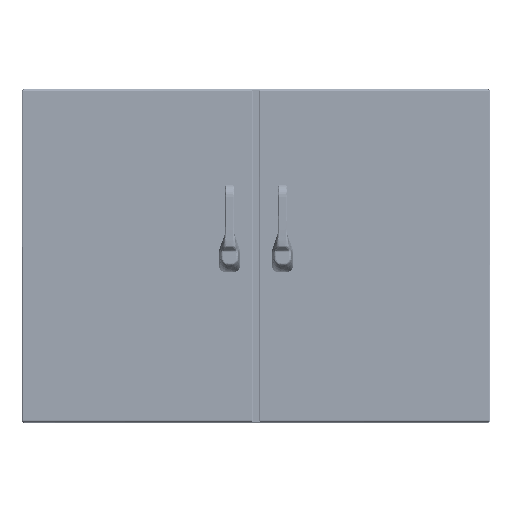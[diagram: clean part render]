
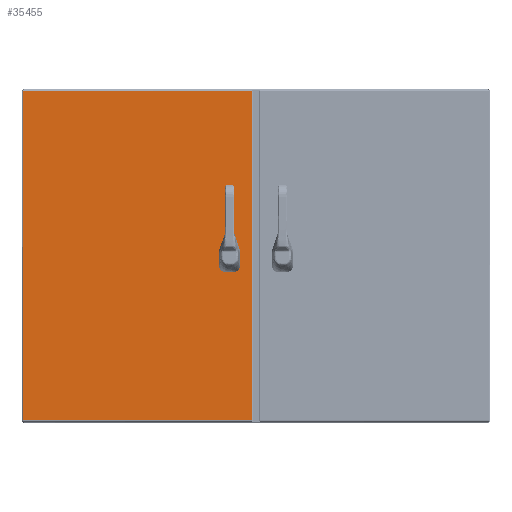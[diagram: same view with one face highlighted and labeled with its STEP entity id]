
A CAD part, top view. The second image highlights one B-rep face of the part: STEP entity #35455.
In plain terms, the highlighted face is planar.
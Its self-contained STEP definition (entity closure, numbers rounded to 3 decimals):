
#2456=LINE('',#53748,#4788);
#2460=LINE('',#53760,#4792);
#2464=LINE('',#53772,#4796);
#2468=LINE('',#53782,#4800);
#2505=LINE('',#53882,#4837);
#2520=LINE('',#53982,#4852);
#2526=LINE('',#54063,#4858);
#2540=LINE('',#54160,#4872);
#4788=VECTOR('',#42963,0.394);
#4792=VECTOR('',#42975,0.394);
#4796=VECTOR('',#42987,0.394);
#4800=VECTOR('',#42999,0.394);
#4837=VECTOR('',#43080,0.394);
#4852=VECTOR('',#43109,0.394);
#4858=VECTOR('',#43121,0.394);
#4872=VECTOR('',#43149,0.394);
#6962=PLANE('',#38575);
#7719=FACE_BOUND('',#10613,.T.);
#7720=FACE_BOUND('',#10614,.T.);
#7721=FACE_BOUND('',#10615,.T.);
#7722=FACE_BOUND('',#10616,.T.);
#8328=FACE_OUTER_BOUND('',#10612,.T.);
#10612=EDGE_LOOP('',(#24030,#24031,#24032,#24033));
#10613=EDGE_LOOP('',(#24034,#24035,#24036,#24037,#24038,#24039,#24040,#24041));
#10614=EDGE_LOOP('',(#24042));
#10615=EDGE_LOOP('',(#24043));
#10616=EDGE_LOOP('',(#24044));
#13085=CIRCLE('',#38516,0.453);
#13087=CIRCLE('',#38520,0.453);
#13089=CIRCLE('',#38524,0.453);
#13091=CIRCLE('',#38528,0.453);
#13093=CIRCLE('',#38532,0.14);
#13095=CIRCLE('',#38535,0.14);
#13097=CIRCLE('',#38538,0.14);
#15031=VERTEX_POINT('',#53739);
#15032=VERTEX_POINT('',#53741);
#15034=VERTEX_POINT('',#53747);
#15036=VERTEX_POINT('',#53753);
#15038=VERTEX_POINT('',#53759);
#15040=VERTEX_POINT('',#53765);
#15042=VERTEX_POINT('',#53771);
#15044=VERTEX_POINT('',#53777);
#15046=VERTEX_POINT('',#53786);
#15048=VERTEX_POINT('',#53791);
#15050=VERTEX_POINT('',#53796);
#15077=VERTEX_POINT('',#53873);
#15078=VERTEX_POINT('',#53881);
#15087=VERTEX_POINT('',#53973);
#15088=VERTEX_POINT('',#53981);
#18352=EDGE_CURVE('',#15032,#15031,#13085,.T.);
#18355=EDGE_CURVE('',#15034,#15032,#2456,.T.);
#18358=EDGE_CURVE('',#15036,#15034,#13087,.T.);
#18361=EDGE_CURVE('',#15038,#15036,#2460,.T.);
#18364=EDGE_CURVE('',#15040,#15038,#13089,.T.);
#18367=EDGE_CURVE('',#15042,#15040,#2464,.T.);
#18370=EDGE_CURVE('',#15044,#15042,#13091,.T.);
#18373=EDGE_CURVE('',#15031,#15044,#2468,.T.);
#18375=EDGE_CURVE('',#15046,#15046,#13093,.T.);
#18377=EDGE_CURVE('',#15048,#15048,#13095,.T.);
#18379=EDGE_CURVE('',#15050,#15050,#13097,.T.);
#18417=EDGE_CURVE('',#15078,#15077,#2505,.T.);
#18436=EDGE_CURVE('',#15088,#15087,#2520,.T.);
#18446=EDGE_CURVE('',#15087,#15078,#2526,.T.);
#18464=EDGE_CURVE('',#15077,#15088,#2540,.T.);
#24030=ORIENTED_EDGE('',*,*,#18417,.T.);
#24031=ORIENTED_EDGE('',*,*,#18464,.T.);
#24032=ORIENTED_EDGE('',*,*,#18436,.T.);
#24033=ORIENTED_EDGE('',*,*,#18446,.T.);
#24034=ORIENTED_EDGE('',*,*,#18352,.T.);
#24035=ORIENTED_EDGE('',*,*,#18373,.T.);
#24036=ORIENTED_EDGE('',*,*,#18370,.T.);
#24037=ORIENTED_EDGE('',*,*,#18367,.T.);
#24038=ORIENTED_EDGE('',*,*,#18364,.T.);
#24039=ORIENTED_EDGE('',*,*,#18361,.T.);
#24040=ORIENTED_EDGE('',*,*,#18358,.T.);
#24041=ORIENTED_EDGE('',*,*,#18355,.T.);
#24042=ORIENTED_EDGE('',*,*,#18375,.T.);
#24043=ORIENTED_EDGE('',*,*,#18377,.T.);
#24044=ORIENTED_EDGE('',*,*,#18379,.T.);
#35455=ADVANCED_FACE('',(#8328,#7719,#7720,#7721,#7722),#6962,.F.);
#38516=AXIS2_PLACEMENT_3D('',#53742,#42957,#42958);
#38520=AXIS2_PLACEMENT_3D('',#53754,#42969,#42970);
#38524=AXIS2_PLACEMENT_3D('',#53766,#42981,#42982);
#38528=AXIS2_PLACEMENT_3D('',#53778,#42993,#42994);
#38532=AXIS2_PLACEMENT_3D('',#53787,#43004,#43005);
#38535=AXIS2_PLACEMENT_3D('',#53792,#43010,#43011);
#38538=AXIS2_PLACEMENT_3D('',#53797,#43016,#43017);
#38575=AXIS2_PLACEMENT_3D('',#54246,#43174,#43175);
#42957=DIRECTION('center_axis',(0.,0.,1.));
#42958=DIRECTION('ref_axis',(-0.469,-0.883,0.));
#42963=DIRECTION('',(0.,1.,0.));
#42969=DIRECTION('center_axis',(0.,0.,1.));
#42970=DIRECTION('ref_axis',(-0.883,0.469,0.));
#42975=DIRECTION('',(1.,0.,0.));
#42981=DIRECTION('center_axis',(0.,0.,1.));
#42982=DIRECTION('ref_axis',(0.469,0.883,0.));
#42987=DIRECTION('',(0.,-1.,0.));
#42993=DIRECTION('center_axis',(0.,0.,1.));
#42994=DIRECTION('ref_axis',(0.883,-0.469,0.));
#42999=DIRECTION('',(-1.,0.,0.));
#43004=DIRECTION('center_axis',(0.,0.,1.));
#43005=DIRECTION('ref_axis',(1.,0.,0.));
#43010=DIRECTION('center_axis',(0.,0.,1.));
#43011=DIRECTION('ref_axis',(1.,0.,0.));
#43016=DIRECTION('center_axis',(0.,0.,1.));
#43017=DIRECTION('ref_axis',(1.,0.,0.));
#43080=DIRECTION('',(0.,1.,0.));
#43109=DIRECTION('',(0.,-1.,0.));
#43121=DIRECTION('',(-1.,0.,0.));
#43149=DIRECTION('',(1.,0.,0.));
#43174=DIRECTION('center_axis',(0.,0.,1.));
#43175=DIRECTION('ref_axis',(1.,0.,0.));
#53739=CARTESIAN_POINT('',(2.338,15.275,0.));
#53741=CARTESIAN_POINT('',(2.525,15.088,0.));
#53742=CARTESIAN_POINT('Origin',(2.125,14.875,0.));
#53747=CARTESIAN_POINT('',(2.525,14.662,0.));
#53748=CARTESIAN_POINT('',(2.525,14.981,0.));
#53753=CARTESIAN_POINT('',(2.338,14.475,0.));
#53754=CARTESIAN_POINT('Origin',(2.125,14.875,0.));
#53759=CARTESIAN_POINT('',(1.912,14.475,0.));
#53760=CARTESIAN_POINT('',(6.356,14.475,0.));
#53765=CARTESIAN_POINT('',(1.725,14.662,0.));
#53766=CARTESIAN_POINT('Origin',(2.125,14.875,0.));
#53771=CARTESIAN_POINT('',(1.725,15.088,0.));
#53772=CARTESIAN_POINT('',(1.725,14.769,0.));
#53777=CARTESIAN_POINT('',(1.912,15.275,0.));
#53778=CARTESIAN_POINT('Origin',(2.125,14.875,0.));
#53782=CARTESIAN_POINT('',(6.144,15.275,0.));
#53786=CARTESIAN_POINT('',(1.985,16.253,0.));
#53787=CARTESIAN_POINT('Origin',(2.125,16.253,0.));
#53791=CARTESIAN_POINT('',(1.985,15.761,0.));
#53792=CARTESIAN_POINT('Origin',(2.125,15.761,0.));
#53796=CARTESIAN_POINT('',(1.985,13.99,0.));
#53797=CARTESIAN_POINT('Origin',(2.125,13.99,0.));
#53873=CARTESIAN_POINT('',(0.105,29.645,0.));
#53881=CARTESIAN_POINT('',(0.105,0.105,0.));
#53882=CARTESIAN_POINT('',(0.105,7.49,0.));
#53973=CARTESIAN_POINT('',(20.645,0.105,0.));
#53981=CARTESIAN_POINT('',(20.645,29.645,0.));
#53982=CARTESIAN_POINT('',(20.645,22.26,0.));
#54063=CARTESIAN_POINT('',(15.51,0.105,0.));
#54160=CARTESIAN_POINT('',(5.24,29.645,0.));
#54246=CARTESIAN_POINT('Origin',(10.375,14.875,0.));
